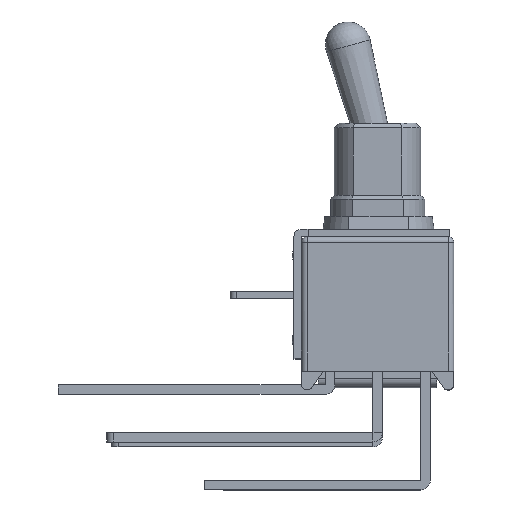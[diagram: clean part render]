
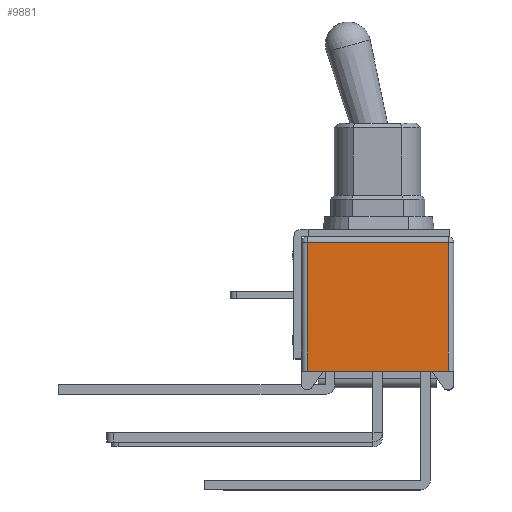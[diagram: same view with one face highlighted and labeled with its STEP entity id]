
A CAD part, top view. The second image highlights one B-rep face of the part: STEP entity #9881.
In plain terms, the highlighted face is planar.
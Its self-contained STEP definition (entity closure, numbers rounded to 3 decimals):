
#7915=DIRECTION('',(0.,-1.,0.));
#7916=VECTOR('',#7915,6.85);
#7917=CARTESIAN_POINT('',(4.55,6.85,-3.75));
#7918=LINE('',#7917,#7916);
#7919=DIRECTION('',(0.,0.,1.));
#7920=VECTOR('',#7919,7.5);
#7921=CARTESIAN_POINT('',(4.55,0.,-3.75));
#7922=LINE('',#7921,#7920);
#7923=DIRECTION('',(0.,1.,0.));
#7924=VECTOR('',#7923,6.85);
#7925=CARTESIAN_POINT('',(4.55,0.,3.75));
#7926=LINE('',#7925,#7924);
#7927=DIRECTION('',(0.,0.,-1.));
#7928=VECTOR('',#7927,7.5);
#7929=CARTESIAN_POINT('',(4.55,6.85,3.75));
#7930=LINE('',#7929,#7928);
#8204=CARTESIAN_POINT('',(4.55,0.,-3.75));
#8206=VERTEX_POINT('',#8204);
#8207=CARTESIAN_POINT('',(4.55,6.85,-3.75));
#8208=VERTEX_POINT('',#8207);
#8211=CARTESIAN_POINT('',(4.55,6.85,3.75));
#8212=VERTEX_POINT('',#8211);
#8215=CARTESIAN_POINT('',(4.55,0.,3.75));
#8217=VERTEX_POINT('',#8215);
#9869=CARTESIAN_POINT('',(4.55,0.,-4.05));
#9870=DIRECTION('',(1.,0.,0.));
#9871=DIRECTION('',(0.,1.,0.));
#9872=AXIS2_PLACEMENT_3D('',#9869,#9870,#9871);
#9873=PLANE('',#9872);
#9875=ORIENTED_EDGE('',*,*,#9874,.T.);
#9876=ORIENTED_EDGE('',*,*,#8451,.T.);
#9877=ORIENTED_EDGE('',*,*,#8728,.T.);
#9878=ORIENTED_EDGE('',*,*,#9861,.T.);
#9879=EDGE_LOOP('',(#9875,#9876,#9877,#9878));
#9880=FACE_OUTER_BOUND('',#9879,.F.);
#8451=EDGE_CURVE('',#8206,#8217,#7922,.T.);
#8728=EDGE_CURVE('',#8217,#8212,#7926,.T.);
#9861=EDGE_CURVE('',#8212,#8208,#7930,.T.);
#9874=EDGE_CURVE('',#8208,#8206,#7918,.T.);
#9881=ADVANCED_FACE('',(#9880),#9873,.T.);
